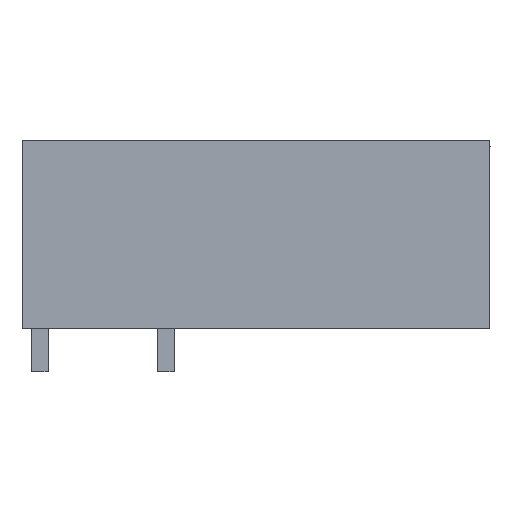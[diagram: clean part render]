
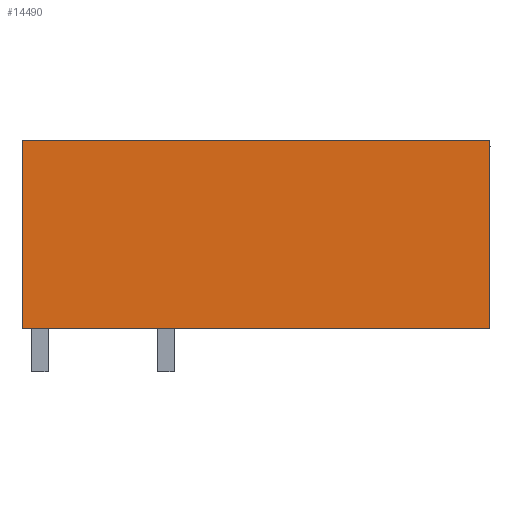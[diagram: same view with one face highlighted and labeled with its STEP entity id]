
A CAD part, left-side view. The second image highlights one B-rep face of the part: STEP entity #14490.
In plain terms, the highlighted planar face has unit normal (-1, 0, 0).
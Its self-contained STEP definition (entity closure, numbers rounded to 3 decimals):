
#14482=AXIS2_PLACEMENT_3D('Plane Axis2P3D',#14479,#14480,#14481) ;
#1238=CARTESIAN_POINT('Vertex',(0.,28.3,2.6)) ;
#1241=CARTESIAN_POINT('Line Origine',(0.,28.3,8.3)) ;
#1245=CARTESIAN_POINT('Vertex',(0.,28.3,14.)) ;
#1538=CARTESIAN_POINT('Line Origine',(0.,14.15,14.)) ;
#1542=CARTESIAN_POINT('Vertex',(0.,0.,14.)) ;
#3203=CARTESIAN_POINT('Vertex',(0.,0.,2.6)) ;
#3380=CARTESIAN_POINT('Line Origine',(0.,0.,8.3)) ;
#4168=CARTESIAN_POINT('Line Origine',(0.,14.15,2.6)) ;
#14479=CARTESIAN_POINT('Axis2P3D Location',(0.,0.,14.)) ;
#1242=DIRECTION('Vector Direction',(0.,0.,-1.)) ;
#1539=DIRECTION('Vector Direction',(0.,1.,0.)) ;
#3381=DIRECTION('Vector Direction',(0.,0.,-1.)) ;
#4169=DIRECTION('Vector Direction',(0.,1.,0.)) ;
#14480=DIRECTION('Axis2P3D Direction',(1.,-0.,0.)) ;
#14481=DIRECTION('Axis2P3D XDirection',(0.,0.,-1.)) ;
#1243=VECTOR('Line Direction',#1242,1.) ;
#1540=VECTOR('Line Direction',#1539,1.) ;
#3382=VECTOR('Line Direction',#3381,1.) ;
#4170=VECTOR('Line Direction',#4169,1.) ;
#14485=ORIENTED_EDGE('',*,*,#3384,.F.) ;
#14486=ORIENTED_EDGE('',*,*,#1544,.T.) ;
#14487=ORIENTED_EDGE('',*,*,#1247,.T.) ;
#14488=ORIENTED_EDGE('',*,*,#4172,.F.) ;
#14490=ADVANCED_FACE('housing',(#14489),#14483,.F.) ;
#1247=EDGE_CURVE('',#1246,#1239,#1244,.T.) ;
#1544=EDGE_CURVE('',#1543,#1246,#1541,.T.) ;
#3384=EDGE_CURVE('',#1543,#3204,#3383,.T.) ;
#4172=EDGE_CURVE('',#3204,#1239,#4171,.T.) ;
#14484=EDGE_LOOP('',(#14485,#14486,#14487,#14488)) ;
#14489=FACE_OUTER_BOUND('',#14484,.T.) ;
#1244=LINE('Line',#1241,#1243) ;
#1541=LINE('Line',#1538,#1540) ;
#3383=LINE('Line',#3380,#3382) ;
#4171=LINE('Line',#4168,#4170) ;
#14483=PLANE('',#14482) ;
#1239=VERTEX_POINT('',#1238) ;
#1246=VERTEX_POINT('',#1245) ;
#1543=VERTEX_POINT('',#1542) ;
#3204=VERTEX_POINT('',#3203) ;
